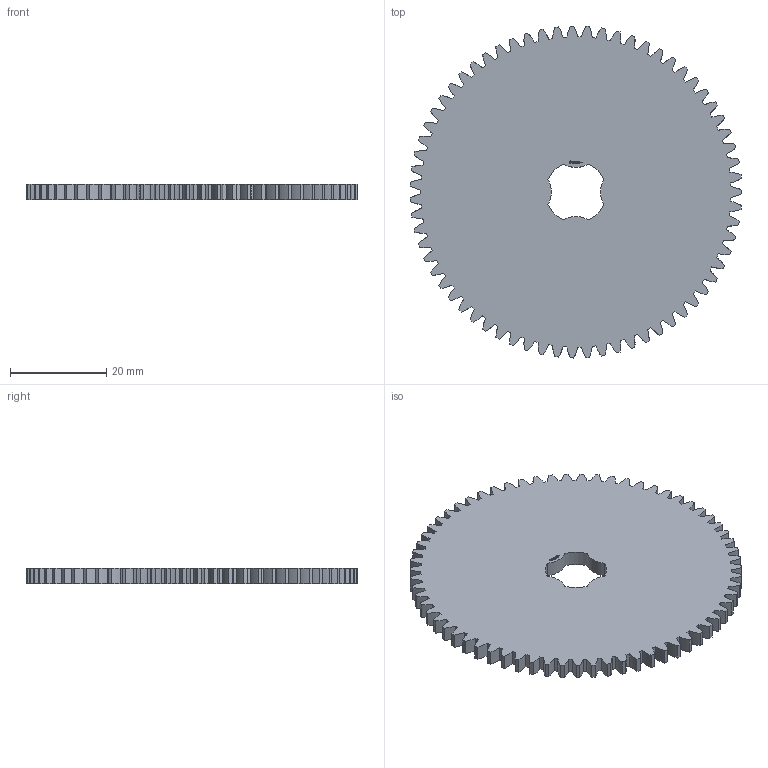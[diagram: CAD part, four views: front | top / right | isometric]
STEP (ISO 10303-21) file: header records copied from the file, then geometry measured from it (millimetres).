
FILE_DESCRIPTION(('FreeCAD Model'),'2;1');
FILE_NAME('Open CASCADE Shape Model','2024-03-10T22:52:41',(''),(''), 'Open CASCADE STEP processor 7.6','FreeCAD','Unknown');
FILE_SCHEMA(('AUTOMOTIVE_DESIGN { 1 0 10303 214 1 1 1 1 }'));
Products named in the file (1): Gear Wheel PLN TTH67 BU00.25 SFT-SHD - SPN-GWH-0245 (stemfie.org)
Bounding box: 68.98 x 69 x 3.12 mm (x, y, z)
Volume: 10626.2 mm3; surface area: 8256 mm2
Topology: 1 solids, 1 shells, 735 faces, 2109 edges, 1406 vertices
Faces by surface type: extrusion 398, plane 329, cylinder 8
Entity records: 68996 total; most frequent: CARTESIAN_POINT 24519, DIRECTION 5825, VECTOR 5101, LINE 4703, ORIENTED_EDGE 4218, PCURVE 4218, DEFINITIONAL_REPRESENTATION 4218, EDGE_CURVE 2109
